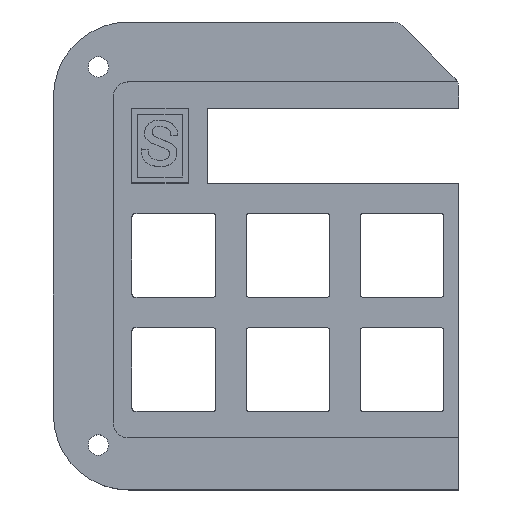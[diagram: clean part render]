
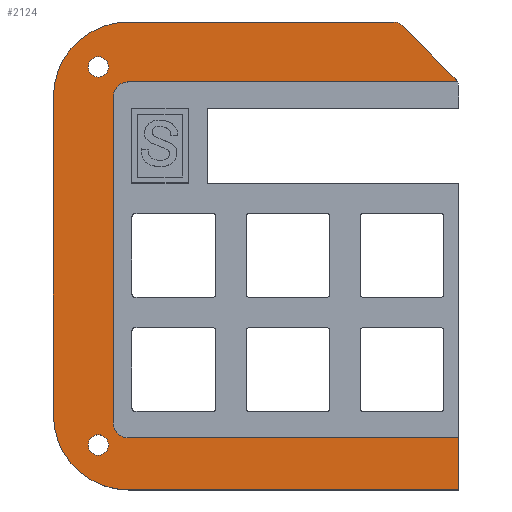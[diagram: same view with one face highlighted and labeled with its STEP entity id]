
A CAD part, top view. The second image highlights one B-rep face of the part: STEP entity #2124.
In plain terms, the highlighted planar face has unit normal (0, 0, 1).
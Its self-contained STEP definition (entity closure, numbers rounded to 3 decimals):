
#94=FACE_BOUND('',#390,.T.);
#95=FACE_BOUND('',#391,.T.);
#157=CIRCLE('',#2285,2.5);
#158=CIRCLE('',#2288,1.7);
#160=CIRCLE('',#2291,1.7);
#162=CIRCLE('',#2294,2.5);
#164=CIRCLE('',#2299,12.503);
#166=CIRCLE('',#2303,12.503);
#168=CIRCLE('',#2307,2.);
#170=CIRCLE('',#2311,2.);
#272=FACE_OUTER_BOUND('',#389,.T.);
#389=EDGE_LOOP('',(#1710,#1711,#1712,#1713,#1714,#1715,#1716,#1717,#1718,
#1719,#1720,#1721,#1722,#1723));
#390=EDGE_LOOP('',(#1724));
#391=EDGE_LOOP('',(#1725));
#560=LINE('',#3178,#762);
#564=LINE('',#3187,#766);
#569=LINE('',#3208,#771);
#572=LINE('',#3214,#774);
#576=LINE('',#3226,#778);
#580=LINE('',#3238,#782);
#584=LINE('',#3250,#786);
#587=LINE('',#3258,#789);
#762=VECTOR('',#2660,10.);
#766=VECTOR('',#2670,10.);
#771=VECTOR('',#2693,10.);
#774=VECTOR('',#2698,10.);
#778=VECTOR('',#2710,10.);
#782=VECTOR('',#2722,10.);
#786=VECTOR('',#2734,10.);
#789=VECTOR('',#2745,10.);
#962=VERTEX_POINT('',#3175);
#963=VERTEX_POINT('',#3177);
#964=VERTEX_POINT('',#3181);
#965=VERTEX_POINT('',#3185);
#966=VERTEX_POINT('',#3189);
#968=VERTEX_POINT('',#3195);
#970=VERTEX_POINT('',#3201);
#972=VERTEX_POINT('',#3207);
#974=VERTEX_POINT('',#3213);
#976=VERTEX_POINT('',#3219);
#978=VERTEX_POINT('',#3225);
#980=VERTEX_POINT('',#3231);
#982=VERTEX_POINT('',#3237);
#984=VERTEX_POINT('',#3243);
#986=VERTEX_POINT('',#3249);
#987=VERTEX_POINT('',#3254);
#1225=EDGE_CURVE('',#963,#962,#560,.T.);
#1228=EDGE_CURVE('',#962,#964,#157,.T.);
#1230=EDGE_CURVE('',#964,#965,#564,.T.);
#1231=EDGE_CURVE('',#966,#966,#158,.T.);
#1234=EDGE_CURVE('',#968,#968,#160,.T.);
#1238=EDGE_CURVE('',#965,#970,#162,.T.);
#1240=EDGE_CURVE('',#972,#963,#569,.T.);
#1243=EDGE_CURVE('',#974,#972,#572,.T.);
#1246=EDGE_CURVE('',#976,#974,#164,.T.);
#1249=EDGE_CURVE('',#978,#976,#576,.T.);
#1252=EDGE_CURVE('',#980,#978,#166,.T.);
#1255=EDGE_CURVE('',#982,#980,#580,.T.);
#1258=EDGE_CURVE('',#984,#982,#168,.T.);
#1261=EDGE_CURVE('',#986,#984,#584,.T.);
#1264=EDGE_CURVE('',#987,#986,#170,.T.);
#1266=EDGE_CURVE('',#970,#987,#587,.T.);
#1710=ORIENTED_EDGE('',*,*,#1266,.T.);
#1711=ORIENTED_EDGE('',*,*,#1264,.T.);
#1712=ORIENTED_EDGE('',*,*,#1261,.T.);
#1713=ORIENTED_EDGE('',*,*,#1258,.T.);
#1714=ORIENTED_EDGE('',*,*,#1255,.T.);
#1715=ORIENTED_EDGE('',*,*,#1252,.T.);
#1716=ORIENTED_EDGE('',*,*,#1249,.T.);
#1717=ORIENTED_EDGE('',*,*,#1246,.T.);
#1718=ORIENTED_EDGE('',*,*,#1243,.T.);
#1719=ORIENTED_EDGE('',*,*,#1240,.T.);
#1720=ORIENTED_EDGE('',*,*,#1225,.T.);
#1721=ORIENTED_EDGE('',*,*,#1228,.T.);
#1722=ORIENTED_EDGE('',*,*,#1230,.T.);
#1723=ORIENTED_EDGE('',*,*,#1238,.T.);
#1724=ORIENTED_EDGE('',*,*,#1234,.T.);
#1725=ORIENTED_EDGE('',*,*,#1231,.T.);
#2038=PLANE('',#2313);
#2124=ADVANCED_FACE('',(#272,#94,#95),#2038,.T.);
#2285=AXIS2_PLACEMENT_3D('',#3183,#2665,#2666);
#2288=AXIS2_PLACEMENT_3D('',#3190,#2673,#2674);
#2291=AXIS2_PLACEMENT_3D('',#3196,#2680,#2681);
#2294=AXIS2_PLACEMENT_3D('',#3203,#2688,#2689);
#2299=AXIS2_PLACEMENT_3D('',#3220,#2704,#2705);
#2303=AXIS2_PLACEMENT_3D('',#3232,#2716,#2717);
#2307=AXIS2_PLACEMENT_3D('',#3244,#2728,#2729);
#2311=AXIS2_PLACEMENT_3D('',#3255,#2740,#2741);
#2313=AXIS2_PLACEMENT_3D('',#3259,#2746,#2747);
#2660=DIRECTION('',(-1.,0.,0.));
#2665=DIRECTION('center_axis',(0.,0.,-1.));
#2666=DIRECTION('ref_axis',(-1.,0.,0.));
#2670=DIRECTION('',(0.,1.,0.));
#2673=DIRECTION('center_axis',(0.,0.,-1.));
#2674=DIRECTION('ref_axis',(1.,0.,0.));
#2680=DIRECTION('center_axis',(0.,0.,-1.));
#2681=DIRECTION('ref_axis',(1.,0.,0.));
#2688=DIRECTION('center_axis',(0.,0.,-1.));
#2689=DIRECTION('ref_axis',(0.,1.,0.));
#2693=DIRECTION('',(0.,1.,0.));
#2698=DIRECTION('',(1.,0.,0.));
#2704=DIRECTION('center_axis',(0.,0.,1.));
#2705=DIRECTION('ref_axis',(-1.,0.,0.));
#2710=DIRECTION('',(0.,-1.,0.));
#2716=DIRECTION('center_axis',(0.,0.,1.));
#2717=DIRECTION('ref_axis',(0.,1.,0.));
#2722=DIRECTION('',(-1.,0.,0.));
#2728=DIRECTION('center_axis',(0.,0.,1.));
#2729=DIRECTION('ref_axis',(0.707,0.707,0.));
#2734=DIRECTION('',(-0.707,0.707,0.));
#2740=DIRECTION('center_axis',(0.,0.,1.));
#2741=DIRECTION('ref_axis',(1.,0.,0.));
#2745=DIRECTION('',(1.,0.,0.));
#2746=DIRECTION('center_axis',(0.,0.,1.));
#2747=DIRECTION('ref_axis',(1.,0.,0.));
#3175=CARTESIAN_POINT('',(1.91,-40.,5.));
#3177=CARTESIAN_POINT('',(57.06,-40.,5.));
#3178=CARTESIAN_POINT('',(57.067,-40.,5.));
#3181=CARTESIAN_POINT('',(-0.59,-37.5,5.));
#3183=CARTESIAN_POINT('Origin',(1.91,-37.5,5.));
#3185=CARTESIAN_POINT('',(-0.59,16.96,5.));
#3187=CARTESIAN_POINT('',(-0.59,-37.5,5.));
#3189=CARTESIAN_POINT('',(-4.787,21.957,5.));
#3190=CARTESIAN_POINT('Origin',(-3.087,21.957,5.));
#3195=CARTESIAN_POINT('',(-4.787,-41.187,5.));
#3196=CARTESIAN_POINT('Origin',(-3.087,-41.187,5.));
#3201=CARTESIAN_POINT('',(1.91,19.46,5.));
#3203=CARTESIAN_POINT('Origin',(1.91,16.96,5.));
#3207=CARTESIAN_POINT('',(57.06,-48.69,5.));
#3208=CARTESIAN_POINT('',(57.06,-48.69,5.));
#3213=CARTESIAN_POINT('',(1.913,-48.69,5.));
#3214=CARTESIAN_POINT('',(1.913,-48.69,5.));
#3219=CARTESIAN_POINT('',(-10.59,-36.187,5.));
#3220=CARTESIAN_POINT('Origin',(1.913,-36.187,5.));
#3225=CARTESIAN_POINT('',(-10.59,16.957,5.));
#3226=CARTESIAN_POINT('',(-10.59,16.957,5.));
#3231=CARTESIAN_POINT('',(1.913,29.46,5.));
#3232=CARTESIAN_POINT('Origin',(1.913,16.957,5.));
#3237=CARTESIAN_POINT('',(46.232,29.46,5.));
#3238=CARTESIAN_POINT('',(46.232,29.46,5.));
#3243=CARTESIAN_POINT('',(47.646,28.874,5.));
#3244=CARTESIAN_POINT('Origin',(46.232,27.46,5.));
#3249=CARTESIAN_POINT('',(56.474,20.046,5.));
#3250=CARTESIAN_POINT('',(56.474,20.046,5.));
#3254=CARTESIAN_POINT('',(56.88,19.46,5.));
#3255=CARTESIAN_POINT('Origin',(55.06,18.632,5.));
#3258=CARTESIAN_POINT('',(1.91,19.46,5.));
#3259=CARTESIAN_POINT('Origin',(23.235,-9.615,5.));
